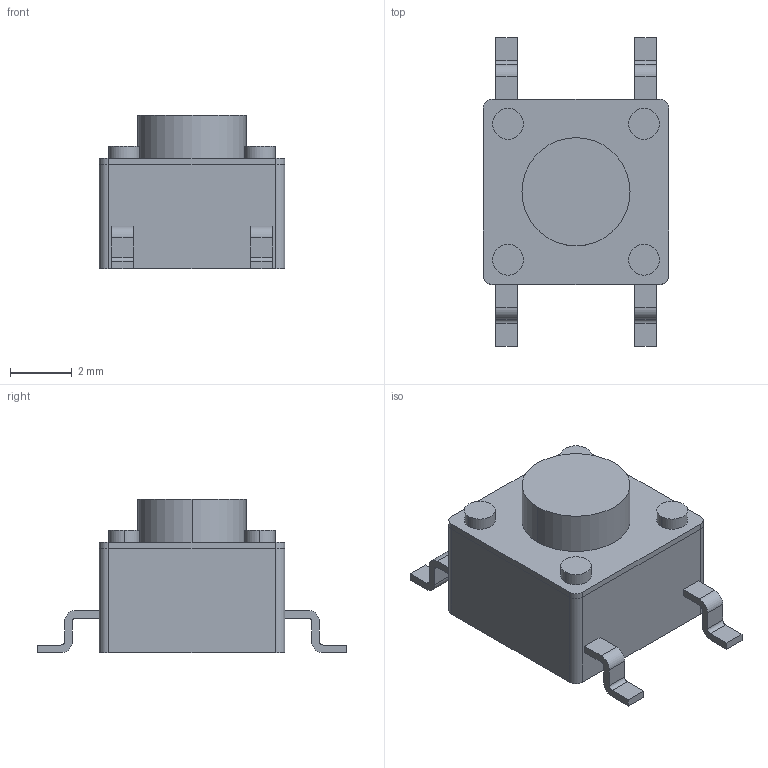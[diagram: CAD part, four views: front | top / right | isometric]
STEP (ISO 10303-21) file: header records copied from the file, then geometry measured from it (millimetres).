
FILE_DESCRIPTION(('FreeCAD Model'),'2;1');
FILE_NAME('User Library-FSM4JSMATR - TE Connectivity - SPST 6mm Tactile Switch.step','2017-05-23T23:13:38',('kicad StepUp'),( 'ksu MCAD'),'Open CASCADE STEP processor 6.8','FreeCAD','Unknown');
FILE_SCHEMA(('AUTOMOTIVE_DESIGN_CC2 { 1 2 10303 214 -1 1 5 4 }'));
Length unit declared in the file: millimetre
Products named in the file (2): ASSEMBLY; User_Library-FSM4JSMATR_-_TE_Connectivity_-_SPST_6mm_Tactile_Switch
Assembly tree (1 placements, depth 2):
  ASSEMBLY
    User_Library-FSM4JSMATR_-_TE_Connectivity_-_SPST_6mm_Tactile_Switch
Bounding box: 6 x 10 x 4.97 mm (x, y, z)
Volume: 145 mm3; surface area: 198.2 mm2
Topology: 1 solids, 1 shells, 85 faces, 214 edges, 140 vertices
Faces by surface type: plane 51, cylinder 34
Entity records: 3177 total; most frequent: DIRECTION 452, CARTESIAN_POINT 441, ORIENTED_EDGE 428, EDGE_CURVE 214, AXIS2_PLACEMENT_3D 151, LINE 150, VECTOR 150, VERTEX_POINT 140
